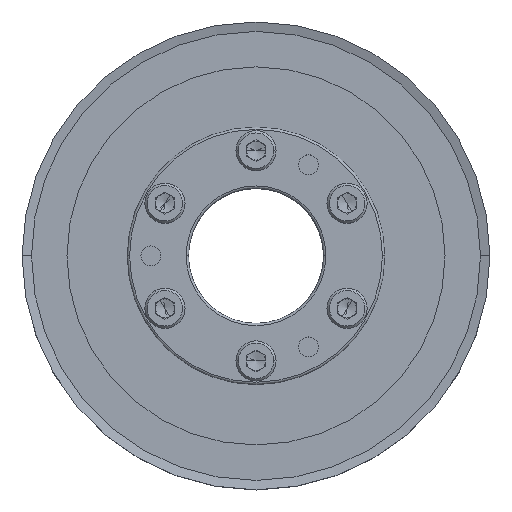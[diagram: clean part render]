
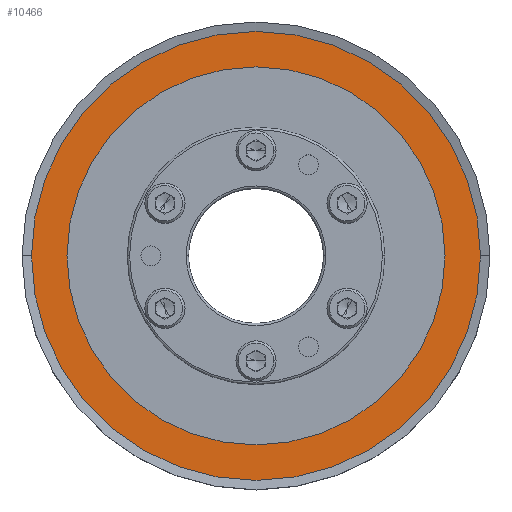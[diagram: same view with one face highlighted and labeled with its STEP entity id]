
A CAD part, top view. The second image highlights one B-rep face of the part: STEP entity #10466.
In plain terms, the highlighted planar face has unit normal (0, 0, 1).
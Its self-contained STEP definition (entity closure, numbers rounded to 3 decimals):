
#451 = AXIS2_PLACEMENT_3D ( 'NONE', #8161, #1423, #13804 ) ;
#628 = EDGE_CURVE ( 'NONE', #16869, #14045, #10153, .T. ) ;
#1220 = DIRECTION ( 'NONE',  ( 0., 0., 1. ) ) ;
#1241 = ORIENTED_EDGE ( 'NONE', *, *, #11225, .F. ) ;
#1423 = DIRECTION ( 'NONE',  ( 0., 0., 1. ) ) ;
#1556 = EDGE_CURVE ( 'NONE', #6566, #12757, #6385, .T. ) ;
#2487 = FACE_BOUND ( 'NONE', #6868, .T. ) ;
#2532 = ORIENTED_EDGE ( 'NONE', *, *, #1556, .F. ) ;
#2652 = CARTESIAN_POINT ( 'NONE',  ( 47.5, 0., 21.1 ) ) ;
#3046 = AXIS2_PLACEMENT_3D ( 'NONE', #6263, #11724, #14573 ) ;
#3458 = CARTESIAN_POINT ( 'NONE',  ( -47.5, 0., 21.1 ) ) ;
#3825 = PLANE ( 'NONE',  #451 ) ;
#4293 = DIRECTION ( 'NONE',  ( 1., 0., 0. ) ) ;
#4719 = AXIS2_PLACEMENT_3D ( 'NONE', #13528, #6897, #4293 ) ;
#5234 = DIRECTION ( 'NONE',  ( 0., 0., 1. ) ) ;
#5842 = EDGE_CURVE ( 'NONE', #14045, #16869, #8131, .T. ) ;
#6263 = CARTESIAN_POINT ( 'NONE',  ( 0., 0., 21.1 ) ) ;
#6385 = CIRCLE ( 'NONE', #14671, 40. ) ;
#6566 = VERTEX_POINT ( 'NONE', #16494 ) ;
#6868 = EDGE_LOOP ( 'NONE', ( #2532, #1241 ) ) ;
#6897 = DIRECTION ( 'NONE',  ( 0., 0., 1. ) ) ;
#8131 = CIRCLE ( 'NONE', #10416, 47.5 ) ;
#8161 = CARTESIAN_POINT ( 'NONE',  ( 0., 0., 21.1 ) ) ;
#8234 = CARTESIAN_POINT ( 'NONE',  ( -40., 0., 21.1 ) ) ;
#8409 = ORIENTED_EDGE ( 'NONE', *, *, #628, .T. ) ;
#8453 = ORIENTED_EDGE ( 'NONE', *, *, #5842, .T. ) ;
#9324 = CARTESIAN_POINT ( 'NONE',  ( 0., 0., 21.1 ) ) ;
#9586 = DIRECTION ( 'NONE',  ( 1., 0., 0. ) ) ;
#10153 = CIRCLE ( 'NONE', #4719, 47.5 ) ;
#10416 = AXIS2_PLACEMENT_3D ( 'NONE', #9324, #1220, #9586 ) ;
#10466 = ADVANCED_FACE ( 'NONE', ( #14577, #2487 ), #3825, .T. ) ;
#10686 = DIRECTION ( 'NONE',  ( 1., 0., 0. ) ) ;
#10790 = CIRCLE ( 'NONE', #3046, 40. ) ;
#11225 = EDGE_CURVE ( 'NONE', #12757, #6566, #10790, .T. ) ;
#11724 = DIRECTION ( 'NONE',  ( 0., 0., 1. ) ) ;
#12041 = CARTESIAN_POINT ( 'NONE',  ( 0., 0., 21.1 ) ) ;
#12576 = EDGE_LOOP ( 'NONE', ( #8409, #8453 ) ) ;
#12757 = VERTEX_POINT ( 'NONE', #8234 ) ;
#13528 = CARTESIAN_POINT ( 'NONE',  ( 0., 0., 21.1 ) ) ;
#13804 = DIRECTION ( 'NONE',  ( 1., 0., 0. ) ) ;
#14045 = VERTEX_POINT ( 'NONE', #3458 ) ;
#14573 = DIRECTION ( 'NONE',  ( 1., 0., 0. ) ) ;
#14577 = FACE_OUTER_BOUND ( 'NONE', #12576, .T. ) ;
#14671 = AXIS2_PLACEMENT_3D ( 'NONE', #12041, #5234, #10686 ) ;
#16494 = CARTESIAN_POINT ( 'NONE',  ( 40., 0., 21.1 ) ) ;
#16869 = VERTEX_POINT ( 'NONE', #2652 ) ;
